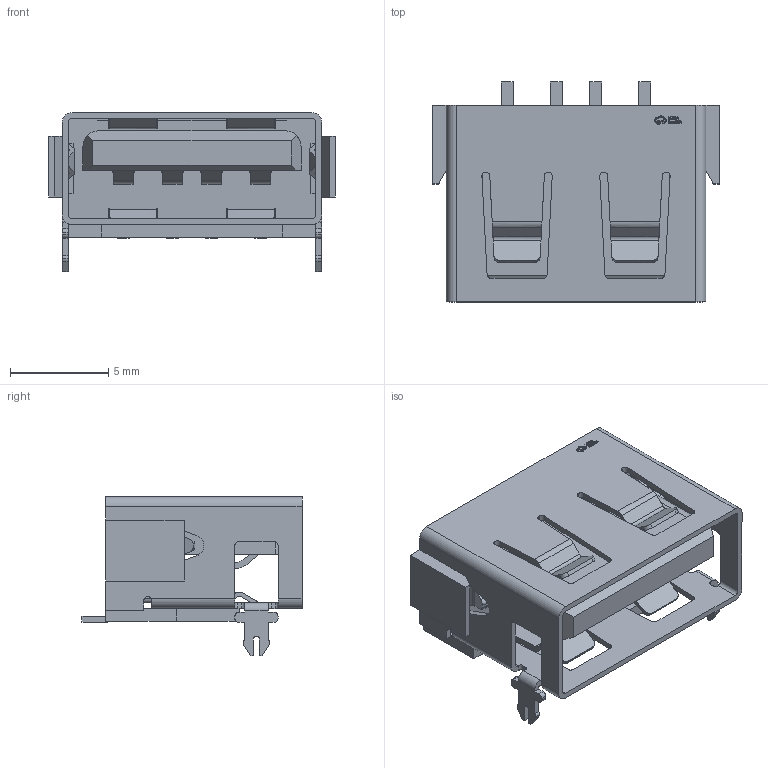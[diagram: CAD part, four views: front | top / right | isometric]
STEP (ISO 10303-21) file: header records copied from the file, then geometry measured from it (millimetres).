
FILE_DESCRIPTION (( 'STEP AP214' ), '1' );
FILE_NAME ('USB-A-SMD_KH-AF90QCSMT-10-H6.3.STEP', '2022-10-20T12:56:16', ( '' ), ( '' ), 'SwSTEP 2.0', 'SolidWorks 2020', '' );
FILE_SCHEMA (( 'AUTOMOTIVE_DESIGN' ));
Length unit declared in the file: millimetre
Products named in the file (1): USB-A-SMD_KH-AF90QCSMT-10-H6.3
Bounding box: 14.6 x 11.2 x 8.11 mm (x, y, z)
Volume: 453 mm3; surface area: 1418.9 mm2
Topology: 10 solids, 10 shells, 711 faces, 2037 edges, 1358 vertices
Faces by surface type: plane 443, cylinder 170, bspline 98
Entity records: 31613 total; most frequent: CARTESIAN_POINT 5665, ORIENTED_EDGE 4074, DIRECTION 3251, EDGE_CURVE 2037, VECTOR 1491, LINE 1491, VERTEX_POINT 1358, AXIS2_PLACEMENT_3D 880
